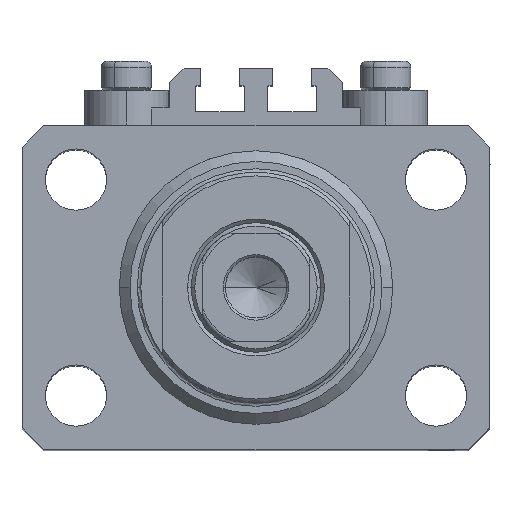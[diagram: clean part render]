
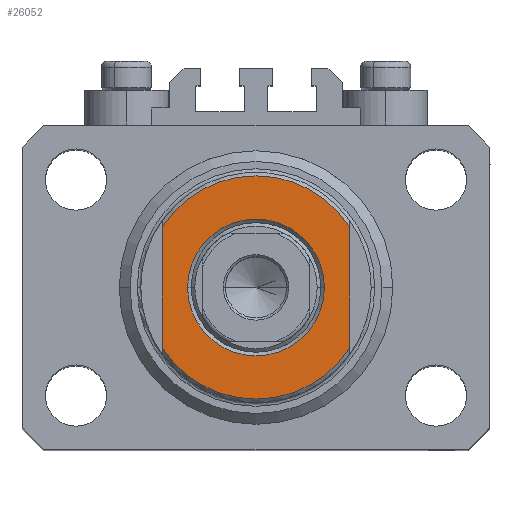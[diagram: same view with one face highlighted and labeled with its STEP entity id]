
A CAD part, top view. The second image highlights one B-rep face of the part: STEP entity #26052.
In plain terms, the highlighted face is planar.
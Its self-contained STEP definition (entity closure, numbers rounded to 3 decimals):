
#62 = AXIS2_PLACEMENT_3D ( 'NONE', #27280, #41648, #41882 ) ;
#856 = FACE_BOUND ( 'NONE', #22897, .T. ) ;
#2417 = VECTOR ( 'NONE', #39711, 1000. ) ;
#2620 = LINE ( 'NONE', #2854, #2417 ) ;
#2854 = CARTESIAN_POINT ( 'NONE',  ( 13., -43.081, -6.5 ) ) ;
#4214 = DIRECTION ( 'NONE',  ( 0., -1., 0. ) ) ;
#4619 = AXIS2_PLACEMENT_3D ( 'NONE', #29805, #18798, #11847 ) ;
#5146 = ORIENTED_EDGE ( 'NONE', *, *, #40656, .T. ) ;
#6698 = CARTESIAN_POINT ( 'NONE',  ( -13., -8.441, -6.5 ) ) ;
#8334 = CARTESIAN_POINT ( 'NONE',  ( -13., 8.441, -6.5 ) ) ;
#9300 = CARTESIAN_POINT ( 'NONE',  ( 0., 0., -6.5 ) ) ;
#9601 = VECTOR ( 'NONE', #4214, 1000. ) ;
#10241 = DIRECTION ( 'NONE',  ( -1., 0., 0. ) ) ;
#11327 = EDGE_LOOP ( 'NONE', ( #5146, #29157, #31093, #29209 ) ) ;
#11847 = DIRECTION ( 'NONE',  ( -1., 0., 0. ) ) ;
#13560 = EDGE_CURVE ( 'NONE', #24913, #22937, #40581, .T. ) ;
#15032 = AXIS2_PLACEMENT_3D ( 'NONE', #34094, #37223, #19046 ) ;
#16021 = CIRCLE ( 'NONE', #35859, 15.5 ) ;
#18798 = DIRECTION ( 'NONE',  ( 0., 0., 1. ) ) ;
#19046 = DIRECTION ( 'NONE',  ( -1., 0., 0. ) ) ;
#19344 = VERTEX_POINT ( 'NONE', #45973 ) ;
#19464 = CARTESIAN_POINT ( 'NONE',  ( 9.5, 0., -6.5 ) ) ;
#19726 = EDGE_CURVE ( 'NONE', #29148, #22937, #16021, .T. ) ;
#22293 = ORIENTED_EDGE ( 'NONE', *, *, #39628, .T. ) ;
#22632 = PLANE ( 'NONE',  #15032 ) ;
#22871 = CARTESIAN_POINT ( 'NONE',  ( -13., -43.081, -6.5 ) ) ;
#22897 = EDGE_LOOP ( 'NONE', ( #22293, #45577 ) ) ;
#22937 = VERTEX_POINT ( 'NONE', #6698 ) ;
#22964 = CIRCLE ( 'NONE', #4619, 9.5 ) ;
#23907 = DIRECTION ( 'NONE',  ( 0., 0., -1. ) ) ;
#24589 = CARTESIAN_POINT ( 'NONE',  ( 13., -8.441, -6.5 ) ) ;
#24913 = VERTEX_POINT ( 'NONE', #8334 ) ;
#26052 = ADVANCED_FACE ( 'NONE', ( #856, #37704 ), #22632, .T. ) ;
#27280 = CARTESIAN_POINT ( 'NONE',  ( 0., 0., -6.5 ) ) ;
#29148 = VERTEX_POINT ( 'NONE', #24589 ) ;
#29157 = ORIENTED_EDGE ( 'NONE', *, *, #43460, .T. ) ;
#29209 = ORIENTED_EDGE ( 'NONE', *, *, #13560, .F. ) ;
#29805 = CARTESIAN_POINT ( 'NONE',  ( 0., 0., -6.5 ) ) ;
#29880 = CARTESIAN_POINT ( 'NONE',  ( 0., 0., -6.5 ) ) ;
#31093 = ORIENTED_EDGE ( 'NONE', *, *, #19726, .T. ) ;
#31380 = CIRCLE ( 'NONE', #62, 15.5 ) ;
#31929 = CARTESIAN_POINT ( 'NONE',  ( -9.5, 0., -6.5 ) ) ;
#32319 = VERTEX_POINT ( 'NONE', #31929 ) ;
#32514 = VERTEX_POINT ( 'NONE', #19464 ) ;
#34094 = CARTESIAN_POINT ( 'NONE',  ( 0., 0., -6.5 ) ) ;
#35859 = AXIS2_PLACEMENT_3D ( 'NONE', #9300, #23907, #10241 ) ;
#37223 = DIRECTION ( 'NONE',  ( 0., 0., -1. ) ) ;
#37704 = FACE_OUTER_BOUND ( 'NONE', #11327, .T. ) ;
#39031 = AXIS2_PLACEMENT_3D ( 'NONE', #29880, #40894, #41372 ) ;
#39628 = EDGE_CURVE ( 'NONE', #32319, #32514, #22964, .T. ) ;
#39711 = DIRECTION ( 'NONE',  ( 0., -1., 0. ) ) ;
#40549 = CIRCLE ( 'NONE', #39031, 9.5 ) ;
#40581 = LINE ( 'NONE', #22871, #9601 ) ;
#40656 = EDGE_CURVE ( 'NONE', #24913, #19344, #31380, .T. ) ;
#40894 = DIRECTION ( 'NONE',  ( 0., 0., 1. ) ) ;
#41372 = DIRECTION ( 'NONE',  ( -1., 0., 0. ) ) ;
#41648 = DIRECTION ( 'NONE',  ( 0., 0., -1. ) ) ;
#41882 = DIRECTION ( 'NONE',  ( -1., 0., 0. ) ) ;
#43460 = EDGE_CURVE ( 'NONE', #19344, #29148, #2620, .T. ) ;
#43676 = EDGE_CURVE ( 'NONE', #32514, #32319, #40549, .T. ) ;
#45577 = ORIENTED_EDGE ( 'NONE', *, *, #43676, .T. ) ;
#45973 = CARTESIAN_POINT ( 'NONE',  ( 13., 8.441, -6.5 ) ) ;
